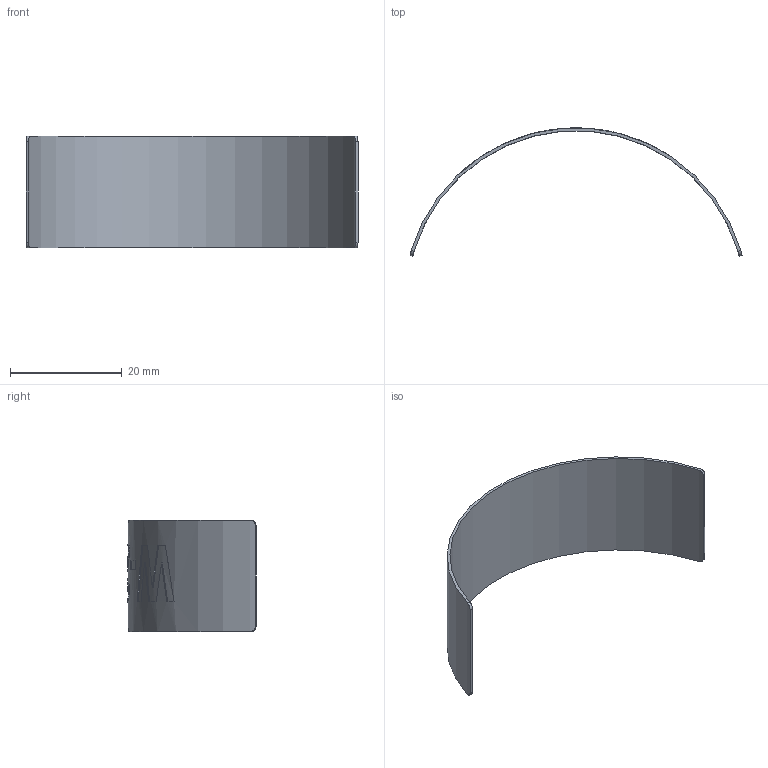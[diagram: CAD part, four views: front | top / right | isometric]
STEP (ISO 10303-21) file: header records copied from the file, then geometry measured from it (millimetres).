
FILE_DESCRIPTION (( 'STEP AP203' ), '1' );
FILE_NAME ('3435-50-211-03_REV_.step', '2025-11-20T01:01:00', ( '' ), ( '' ), 'SwSTEP 2.0', 'SolidWorks 2025', '' );
FILE_SCHEMA (( 'CONFIG_CONTROL_DESIGN' ));
Length unit declared in the file: millimetre
Products named in the file (1): 3435-50-211-03_REV_
Bounding box: 59.31 x 22.88 x 20 mm (x, y, z)
Volume: 773.3 mm3; surface area: 3324.6 mm2
Topology: 1 solids, 1 shells, 59 faces, 156 edges, 104 vertices
Faces by surface type: plane 26, bspline 22, cylinder 11
Entity records: 5557 total; most frequent: CARTESIAN_POINT 4214, ORIENTED_EDGE 312, DIRECTION 178, EDGE_CURVE 156, VERTEX_POINT 104, B_SPLINE_CURVE_WITH_KNOTS 84, AXIS2_PLACEMENT_3D 68, EDGE_LOOP 64
